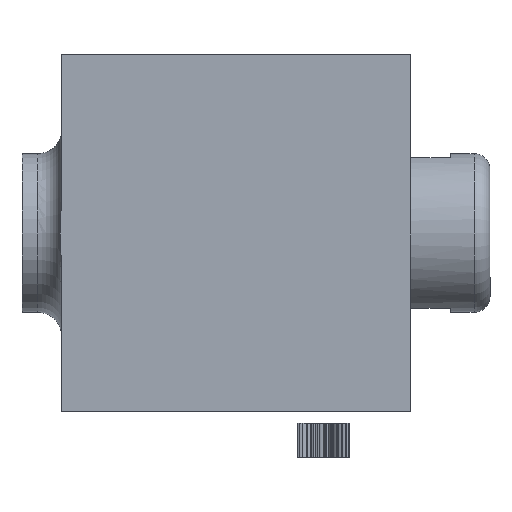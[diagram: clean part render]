
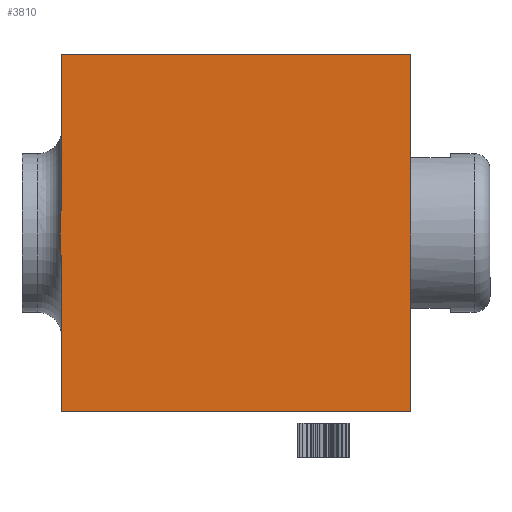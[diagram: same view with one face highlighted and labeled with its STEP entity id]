
A CAD part, front view. The second image highlights one B-rep face of the part: STEP entity #3810.
In plain terms, the highlighted planar face has unit normal (0, -1, 0).
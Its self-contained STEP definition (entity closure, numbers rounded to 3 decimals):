
#390=B_SPLINE_CURVE_WITH_KNOTS('',3,(#7153,#7154,#7155,#7156,#7157,#7158,
#7159,#7160,#7161,#7162),.UNSPECIFIED.,.F.,.F.,(4,2,2,2,4),(1.786,
1.929,2.255,2.581,2.724),
 .UNSPECIFIED.);
#624=FACE_OUTER_BOUND('',#842,.T.);
#842=EDGE_LOOP('',(#3511,#3512,#3513,#3514,#3515,#3516));
#1117=LINE('',#7167,#1435);
#1122=LINE('',#7176,#1440);
#1142=LINE('',#7219,#1460);
#1158=LINE('',#7262,#1476);
#1160=LINE('',#7277,#1478);
#1435=VECTOR('',#4947,10.);
#1440=VECTOR('',#4954,10.);
#1460=VECTOR('',#4990,10.);
#1476=VECTOR('',#5032,10.);
#1478=VECTOR('',#5048,10.);
#1818=VERTEX_POINT('',#7150);
#1819=VERTEX_POINT('',#7152);
#1820=VERTEX_POINT('',#7166);
#1823=VERTEX_POINT('',#7174);
#1837=VERTEX_POINT('',#7216);
#1838=VERTEX_POINT('',#7218);
#2355=EDGE_CURVE('',#1819,#1818,#390,.F.);
#2358=EDGE_CURVE('',#1819,#1820,#1117,.T.);
#2363=EDGE_CURVE('',#1823,#1818,#1122,.T.);
#2384=EDGE_CURVE('',#1838,#1837,#1142,.T.);
#2406=EDGE_CURVE('',#1820,#1837,#1158,.T.);
#2414=EDGE_CURVE('',#1838,#1823,#1160,.T.);
#3511=ORIENTED_EDGE('',*,*,#2414,.F.);
#3512=ORIENTED_EDGE('',*,*,#2384,.T.);
#3513=ORIENTED_EDGE('',*,*,#2406,.F.);
#3514=ORIENTED_EDGE('',*,*,#2358,.F.);
#3515=ORIENTED_EDGE('',*,*,#2355,.T.);
#3516=ORIENTED_EDGE('',*,*,#2363,.F.);
#3625=PLANE('',#4158);
#3810=ADVANCED_FACE('',(#624),#3625,.T.);
#4158=AXIS2_PLACEMENT_3D('',#7279,#5050,#5051);
#4947=DIRECTION('',(0.,0.,1.));
#4954=DIRECTION('',(0.,0.,1.));
#4990=DIRECTION('',(0.,0.,1.));
#5032=DIRECTION('',(1.,0.,0.));
#5048=DIRECTION('',(-1.,0.,0.));
#5050=DIRECTION('center_axis',(0.,-1.,0.));
#5051=DIRECTION('ref_axis',(1.,0.,0.));
#7150=CARTESIAN_POINT('',(-54.969,9.28,66.844));
#7152=CARTESIAN_POINT('',(-54.969,9.28,76.844));
#7153=CARTESIAN_POINT('Ctrl Pts',(-54.969,9.28,66.844));
#7154=CARTESIAN_POINT('Ctrl Pts',(-54.969,9.28,67.321));
#7155=CARTESIAN_POINT('Ctrl Pts',(-54.99,9.28,67.893));
#7156=CARTESIAN_POINT('Ctrl Pts',(-55.064,9.28,69.455));
#7157=CARTESIAN_POINT('Ctrl Pts',(-55.141,9.28,70.757));
#7158=CARTESIAN_POINT('Ctrl Pts',(-55.141,9.28,72.931));
#7159=CARTESIAN_POINT('Ctrl Pts',(-55.064,9.28,74.232));
#7160=CARTESIAN_POINT('Ctrl Pts',(-54.99,9.28,75.794));
#7161=CARTESIAN_POINT('Ctrl Pts',(-54.969,9.28,76.367));
#7162=CARTESIAN_POINT('Ctrl Pts',(-54.969,9.28,76.844));
#7166=CARTESIAN_POINT('',(-54.969,9.28,94.344));
#7167=CARTESIAN_POINT('',(-54.969,9.28,49.344));
#7174=CARTESIAN_POINT('',(-54.969,9.28,49.344));
#7176=CARTESIAN_POINT('',(-54.969,9.28,49.344));
#7216=CARTESIAN_POINT('',(-10.969,9.28,94.344));
#7218=CARTESIAN_POINT('',(-10.969,9.28,49.344));
#7219=CARTESIAN_POINT('',(-10.969,9.28,49.344));
#7262=CARTESIAN_POINT('',(-10.969,9.28,94.344));
#7277=CARTESIAN_POINT('',(-10.969,9.28,49.344));
#7279=CARTESIAN_POINT('Origin',(-54.969,9.28,49.344));
